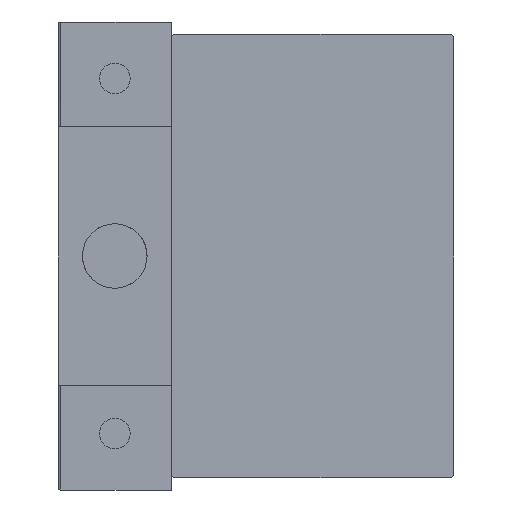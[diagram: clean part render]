
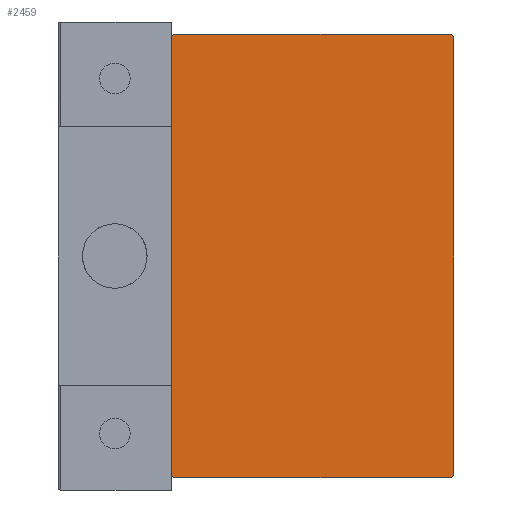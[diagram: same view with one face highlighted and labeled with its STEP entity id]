
A CAD part, left-side view. The second image highlights one B-rep face of the part: STEP entity #2459.
In plain terms, the highlighted face is planar.
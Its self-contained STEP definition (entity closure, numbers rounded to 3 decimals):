
#1233 = ORIENTED_EDGE ( 'NONE', *, *, #22591, .T. ) ;
#1292 = VERTEX_POINT ( 'NONE', #35612 ) ;
#2459 = ADVANCED_FACE ( 'NONE', ( #10369 ), #29503, .T. ) ;
#2483 = CARTESIAN_POINT ( 'NONE',  ( 76., 0., 0. ) ) ;
#3772 = CARTESIAN_POINT ( 'NONE',  ( 76., -22.35, 22.35 ) ) ;
#4291 = VECTOR ( 'NONE', #9607, 1000. ) ;
#4404 = ORIENTED_EDGE ( 'NONE', *, *, #6089, .T. ) ;
#4547 = ORIENTED_EDGE ( 'NONE', *, *, #7710, .T. ) ;
#5618 = ORIENTED_EDGE ( 'NONE', *, *, #23076, .T. ) ;
#6089 = EDGE_CURVE ( 'NONE', #12521, #47460, #9206, .T. ) ;
#6154 = CARTESIAN_POINT ( 'NONE',  ( 76., -17.5, 27.2 ) ) ;
#6855 = CARTESIAN_POINT ( 'NONE',  ( 76., -17.2, -27.5 ) ) ;
#7493 = DIRECTION ( 'NONE',  ( 0., 0., 1. ) ) ;
#7710 = EDGE_CURVE ( 'NONE', #1292, #35244, #22573, .T. ) ;
#8747 = DIRECTION ( 'NONE',  ( 0., 0.707, 0.707 ) ) ;
#9206 = LINE ( 'NONE', #20960, #9644 ) ;
#9607 = DIRECTION ( 'NONE',  ( 0., -1., 0. ) ) ;
#9644 = VECTOR ( 'NONE', #44898, 1000. ) ;
#9792 = VECTOR ( 'NONE', #38446, 1000. ) ;
#9870 = ORIENTED_EDGE ( 'NONE', *, *, #38965, .T. ) ;
#10369 = FACE_OUTER_BOUND ( 'NONE', #42546, .T. ) ;
#12521 = VERTEX_POINT ( 'NONE', #6855 ) ;
#12574 = LINE ( 'NONE', #28144, #37835 ) ;
#13959 = ORIENTED_EDGE ( 'NONE', *, *, #45786, .T. ) ;
#14192 = LINE ( 'NONE', #29756, #45929 ) ;
#15220 = CARTESIAN_POINT ( 'NONE',  ( 76., -17.5, 27.5 ) ) ;
#18826 = VECTOR ( 'NONE', #50184, 1000. ) ;
#19843 = CARTESIAN_POINT ( 'NONE',  ( 76., 17.2, 27.5 ) ) ;
#20960 = CARTESIAN_POINT ( 'NONE',  ( 76., -17.5, -27.5 ) ) ;
#22202 = DIRECTION ( 'NONE',  ( 0., -0.707, 0.707 ) ) ;
#22374 = DIRECTION ( 'NONE',  ( 1., 0., 0. ) ) ;
#22573 = LINE ( 'NONE', #38130, #43102 ) ;
#22591 = EDGE_CURVE ( 'NONE', #32088, #12521, #14192, .T. ) ;
#23076 = EDGE_CURVE ( 'NONE', #47460, #1292, #12574, .T. ) ;
#25096 = CARTESIAN_POINT ( 'NONE',  ( 76., 17.5, 27.2 ) ) ;
#25416 = LINE ( 'NONE', #40491, #4291 ) ;
#25689 = VERTEX_POINT ( 'NONE', #6154 ) ;
#25754 = VERTEX_POINT ( 'NONE', #19843 ) ;
#28144 = CARTESIAN_POINT ( 'NONE',  ( 76., 22.35, -22.35 ) ) ;
#28829 = VECTOR ( 'NONE', #22202, 1000. ) ;
#29503 = PLANE ( 'NONE',  #36115 ) ;
#29616 = CARTESIAN_POINT ( 'NONE',  ( 76., -17.2, 27.5 ) ) ;
#29756 = CARTESIAN_POINT ( 'NONE',  ( 76., -22.35, -22.35 ) ) ;
#29778 = VERTEX_POINT ( 'NONE', #29616 ) ;
#30094 = CARTESIAN_POINT ( 'NONE',  ( 76., 22.35, 22.35 ) ) ;
#30537 = LINE ( 'NONE', #15220, #9792 ) ;
#31310 = ORIENTED_EDGE ( 'NONE', *, *, #33180, .T. ) ;
#31564 = LINE ( 'NONE', #3772, #18826 ) ;
#32088 = VERTEX_POINT ( 'NONE', #41252 ) ;
#33180 = EDGE_CURVE ( 'NONE', #25689, #32088, #30537, .T. ) ;
#33449 = ORIENTED_EDGE ( 'NONE', *, *, #34997, .T. ) ;
#34997 = EDGE_CURVE ( 'NONE', #29778, #25689, #31564, .T. ) ;
#35244 = VERTEX_POINT ( 'NONE', #25096 ) ;
#35612 = CARTESIAN_POINT ( 'NONE',  ( 76., 17.5, -27.2 ) ) ;
#36115 = AXIS2_PLACEMENT_3D ( 'NONE', #2483, #22374, #45060 ) ;
#37835 = VECTOR ( 'NONE', #8747, 1000. ) ;
#38130 = CARTESIAN_POINT ( 'NONE',  ( 76., 17.5, -27.5 ) ) ;
#38446 = DIRECTION ( 'NONE',  ( 0., 0., -1. ) ) ;
#38927 = CARTESIAN_POINT ( 'NONE',  ( 76., 17.2, -27.5 ) ) ;
#38965 = EDGE_CURVE ( 'NONE', #25754, #29778, #25416, .T. ) ;
#40491 = CARTESIAN_POINT ( 'NONE',  ( 76., 17.5, 27.5 ) ) ;
#41252 = CARTESIAN_POINT ( 'NONE',  ( 76., -17.5, -27.2 ) ) ;
#42546 = EDGE_LOOP ( 'NONE', ( #4404, #5618, #4547, #13959, #9870, #33449, #31310, #1233 ) ) ;
#43102 = VECTOR ( 'NONE', #7493, 1000. ) ;
#44564 = DIRECTION ( 'NONE',  ( 0., 0.707, -0.707 ) ) ;
#44898 = DIRECTION ( 'NONE',  ( 0., 1., 0. ) ) ;
#45060 = DIRECTION ( 'NONE',  ( 0., 0., -1. ) ) ;
#45786 = EDGE_CURVE ( 'NONE', #35244, #25754, #49974, .T. ) ;
#45929 = VECTOR ( 'NONE', #44564, 1000. ) ;
#47460 = VERTEX_POINT ( 'NONE', #38927 ) ;
#49974 = LINE ( 'NONE', #30094, #28829 ) ;
#50184 = DIRECTION ( 'NONE',  ( 0., -0.707, -0.707 ) ) ;
